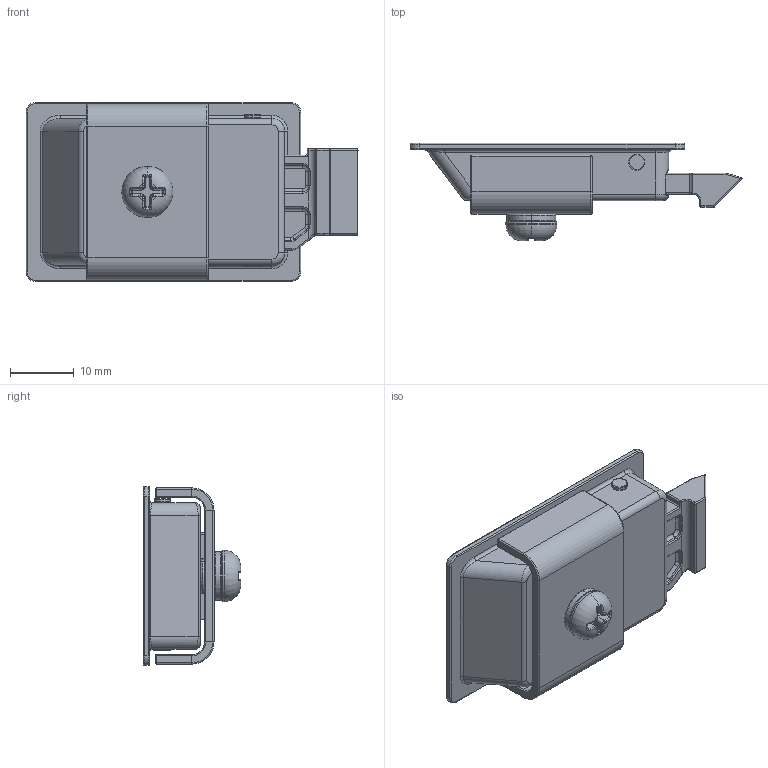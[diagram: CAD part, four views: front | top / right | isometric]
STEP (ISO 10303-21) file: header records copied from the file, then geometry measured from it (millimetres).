
FILE_DESCRIPTION (( 'STEP AP214' ), '1' );
FILE_NAME ('DLS-858-3B.STEP', '2018-11-22T07:59:35', ( '' ), ( '' ), 'SwSTEP 2.0', 'SolidWorks 2010', '' );
FILE_SCHEMA (( 'AUTOMOTIVE_DESIGN' ));
Length unit declared in the file: millimetre
Products named in the file (10): 壓板; M4X10螺絲; 華司; 手柄; 基座; DLS-858-3B; 插銷; 鑲嵌螺母; 鎖舌固定件; 鎖舌
Assembly tree (9 placements, depth 2):
  DLS-858-3B
    鎖舌
    手柄
    基座
    華司
    鑲嵌螺母
    插銷
    M4X10螺絲
    鎖舌固定件
    壓板
Bounding box: 51.97 x 15.3 x 28 mm (x, y, z)
Volume: 5989 mm3; surface area: 10217.2 mm2
Topology: 9 solids, 9 shells, 905 faces, 2084 edges, 1129 vertices
Faces by surface type: cylinder 383, torus 214, plane 150, bspline 90, sphere 58, cone 10
Entity records: 32233 total; most frequent: CARTESIAN_POINT 12153, DIRECTION 4415, ORIENTED_EDGE 4008, EDGE_CURVE 2004, AXIS2_PLACEMENT_3D 1850, VERTEX_POINT 1123, CIRCLE 1023, EDGE_LOOP 935
